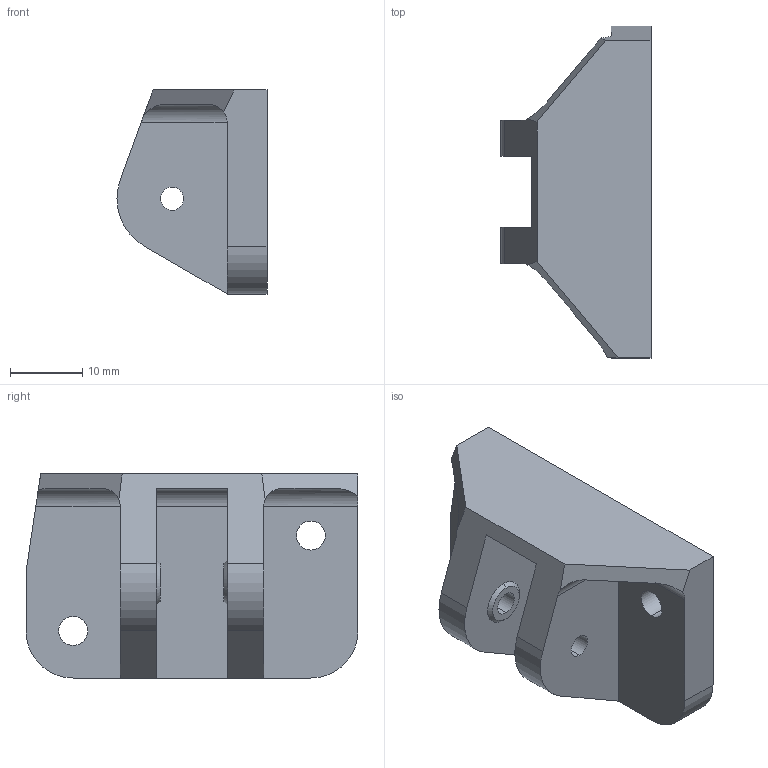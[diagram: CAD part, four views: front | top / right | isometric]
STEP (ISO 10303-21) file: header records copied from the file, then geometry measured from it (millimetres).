
FILE_DESCRIPTION (( 'STEP AP203' ), '1' );
FILE_NAME ('Y-Bearing.STEP', '2019-10-13T00:06:49', ( '' ), ( '' ), 'SwSTEP 2.0', 'SolidWorks 2018', '' );
FILE_SCHEMA (( 'CONFIG_CONTROL_DESIGN' ));
Length unit declared in the file: millimetre
Products named in the file (1): Y-Bearing
Bounding box: 20.7 x 45.8 x 28.16 mm (x, y, z)
Volume: 10438.2 mm3; surface area: 5330.4 mm2
Topology: 1 solids, 1 shells, 86 faces, 234 edges, 154 vertices
Faces by surface type: cylinder 45, plane 37, cone 4
Entity records: 2834 total; most frequent: CARTESIAN_POINT 502, DIRECTION 490, ORIENTED_EDGE 468, EDGE_CURVE 234, AXIS2_PLACEMENT_3D 178, VERTEX_POINT 154, VECTOR 134, LINE 134
